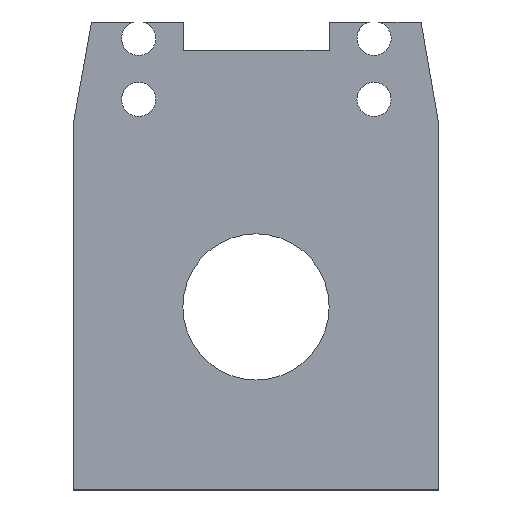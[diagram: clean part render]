
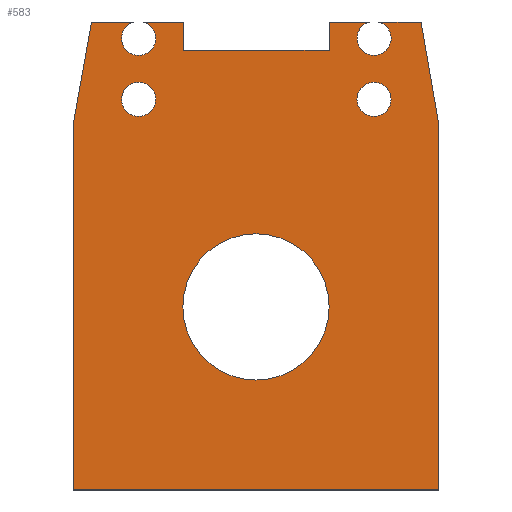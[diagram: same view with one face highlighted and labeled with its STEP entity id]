
A CAD part, top view. The second image highlights one B-rep face of the part: STEP entity #583.
In plain terms, the highlighted planar face has unit normal (0, 0, 1).
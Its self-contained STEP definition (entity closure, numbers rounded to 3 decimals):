
#34=PLANE('',#646);
#42=FACE_BOUND('',#109,.T.);
#43=FACE_BOUND('',#110,.T.);
#44=FACE_BOUND('',#111,.T.);
#73=FACE_OUTER_BOUND('',#108,.T.);
#108=EDGE_LOOP('',(#522,#523,#524,#525,#526,#527,#528,#529,#530,#531,#532,
#533,#534,#535));
#109=EDGE_LOOP('',(#536));
#110=EDGE_LOOP('',(#537));
#111=EDGE_LOOP('',(#538));
#127=LINE('',#908,#188);
#132=LINE('',#917,#193);
#135=LINE('',#923,#196);
#145=LINE('',#944,#206);
#151=LINE('',#956,#212);
#153=LINE('',#962,#214);
#158=LINE('',#971,#219);
#170=LINE('',#1010,#231);
#172=LINE('',#1014,#233);
#175=LINE('',#1020,#236);
#178=LINE('',#1024,#239);
#179=LINE('',#1026,#240);
#188=VECTOR('',#682,10.);
#193=VECTOR('',#689,10.);
#196=VECTOR('',#694,10.);
#206=VECTOR('',#710,10.);
#212=VECTOR('',#718,10.);
#214=VECTOR('',#722,10.);
#219=VECTOR('',#729,10.);
#231=VECTOR('',#775,10.);
#233=VECTOR('',#779,10.);
#236=VECTOR('',#784,10.);
#239=VECTOR('',#789,10.);
#240=VECTOR('',#792,10.);
#245=CIRCLE('',#613,6.);
#250=CIRCLE('',#633,1.4);
#251=CIRCLE('',#635,1.4);
#252=CIRCLE('',#637,1.4);
#254=CIRCLE('',#640,1.4);
#264=VERTEX_POINT('',#893);
#269=VERTEX_POINT('',#905);
#270=VERTEX_POINT('',#907);
#273=VERTEX_POINT('',#915);
#275=VERTEX_POINT('',#920);
#283=VERTEX_POINT('',#943);
#286=VERTEX_POINT('',#950);
#288=VERTEX_POINT('',#954);
#289=VERTEX_POINT('',#958);
#291=VERTEX_POINT('',#961);
#294=VERTEX_POINT('',#969);
#300=VERTEX_POINT('',#997);
#302=VERTEX_POINT('',#1003);
#303=VERTEX_POINT('',#1007);
#304=VERTEX_POINT('',#1009);
#305=VERTEX_POINT('',#1013);
#307=VERTEX_POINT('',#1019);
#321=EDGE_CURVE('',#264,#264,#245,.T.);
#327=EDGE_CURVE('',#270,#269,#127,.T.);
#332=EDGE_CURVE('',#269,#273,#132,.T.);
#335=EDGE_CURVE('',#275,#270,#135,.T.);
#345=EDGE_CURVE('',#283,#275,#145,.T.);
#351=EDGE_CURVE('',#286,#288,#151,.T.);
#353=EDGE_CURVE('',#291,#289,#153,.T.);
#358=EDGE_CURVE('',#273,#294,#158,.T.);
#370=EDGE_CURVE('',#294,#291,#250,.T.);
#371=EDGE_CURVE('',#288,#283,#251,.T.);
#373=EDGE_CURVE('',#300,#300,#252,.T.);
#376=EDGE_CURVE('',#302,#302,#254,.T.);
#378=EDGE_CURVE('',#304,#303,#170,.T.);
#380=EDGE_CURVE('',#305,#304,#172,.T.);
#383=EDGE_CURVE('',#307,#305,#175,.T.);
#386=EDGE_CURVE('',#289,#307,#178,.T.);
#387=EDGE_CURVE('',#303,#286,#179,.T.);
#522=ORIENTED_EDGE('',*,*,#332,.T.);
#523=ORIENTED_EDGE('',*,*,#358,.T.);
#524=ORIENTED_EDGE('',*,*,#370,.T.);
#525=ORIENTED_EDGE('',*,*,#353,.T.);
#526=ORIENTED_EDGE('',*,*,#386,.T.);
#527=ORIENTED_EDGE('',*,*,#383,.T.);
#528=ORIENTED_EDGE('',*,*,#380,.T.);
#529=ORIENTED_EDGE('',*,*,#378,.T.);
#530=ORIENTED_EDGE('',*,*,#387,.T.);
#531=ORIENTED_EDGE('',*,*,#351,.T.);
#532=ORIENTED_EDGE('',*,*,#371,.T.);
#533=ORIENTED_EDGE('',*,*,#345,.T.);
#534=ORIENTED_EDGE('',*,*,#335,.T.);
#535=ORIENTED_EDGE('',*,*,#327,.T.);
#536=ORIENTED_EDGE('',*,*,#321,.T.);
#537=ORIENTED_EDGE('',*,*,#373,.T.);
#538=ORIENTED_EDGE('',*,*,#376,.T.);
#583=ADVANCED_FACE('',(#73,#42,#43,#44),#34,.T.);
#613=AXIS2_PLACEMENT_3D('',#894,#670,#671);
#633=AXIS2_PLACEMENT_3D('',#993,#754,#755);
#635=AXIS2_PLACEMENT_3D('',#995,#758,#759);
#637=AXIS2_PLACEMENT_3D('',#999,#763,#764);
#640=AXIS2_PLACEMENT_3D('',#1005,#770,#771);
#646=AXIS2_PLACEMENT_3D('',#1027,#793,#794);
#670=DIRECTION('center_axis',(0.,0.,-1.));
#671=DIRECTION('ref_axis',(-1.,0.,0.));
#682=DIRECTION('',(-1.,0.,0.));
#689=DIRECTION('',(0.,1.,0.));
#694=DIRECTION('',(0.,-1.,0.));
#710=DIRECTION('',(-1.,0.,0.));
#718=DIRECTION('',(-1.,0.,0.));
#722=DIRECTION('',(-1.,0.,0.));
#729=DIRECTION('',(-1.,0.,0.));
#754=DIRECTION('center_axis',(0.,0.,-1.));
#755=DIRECTION('ref_axis',(-1.,0.,0.));
#758=DIRECTION('center_axis',(0.,0.,-1.));
#759=DIRECTION('ref_axis',(-1.,0.,0.));
#763=DIRECTION('center_axis',(0.,0.,-1.));
#764=DIRECTION('ref_axis',(-1.,0.,0.));
#770=DIRECTION('center_axis',(0.,0.,-1.));
#771=DIRECTION('ref_axis',(-1.,0.,0.));
#775=DIRECTION('',(0.,1.,0.));
#779=DIRECTION('',(1.,0.,0.));
#784=DIRECTION('',(0.,-1.,0.));
#789=DIRECTION('',(-0.177,-0.984,0.));
#792=DIRECTION('',(-0.171,0.985,0.));
#793=DIRECTION('center_axis',(0.,0.,1.));
#794=DIRECTION('ref_axis',(1.,0.,0.));
#893=CARTESIAN_POINT('',(22.474,-46.03,5.));
#894=CARTESIAN_POINT('Origin',(16.474,-46.03,5.));
#905=CARTESIAN_POINT('',(10.529,-24.967,5.));
#907=CARTESIAN_POINT('',(22.471,-24.967,5.));
#908=CARTESIAN_POINT('',(19.478,-24.967,5.));
#915=CARTESIAN_POINT('',(10.529,-22.656,5.));
#917=CARTESIAN_POINT('',(10.529,-25.758,5.));
#920=CARTESIAN_POINT('',(22.471,-22.656,5.));
#923=CARTESIAN_POINT('',(22.471,-23.446,5.));
#943=CARTESIAN_POINT('',(25.755,-22.656,5.));
#944=CARTESIAN_POINT('',(16.158,-22.656,5.));
#950=CARTESIAN_POINT('',(30.017,-22.656,5.));
#954=CARTESIAN_POINT('',(26.559,-22.656,5.));
#956=CARTESIAN_POINT('',(16.158,-22.656,5.));
#958=CARTESIAN_POINT('',(2.977,-22.656,5.));
#961=CARTESIAN_POINT('',(6.441,-22.656,5.));
#962=CARTESIAN_POINT('',(16.158,-22.656,5.));
#969=CARTESIAN_POINT('',(7.245,-22.656,5.));
#971=CARTESIAN_POINT('',(16.158,-22.656,5.));
#993=CARTESIAN_POINT('Origin',(6.843,-23.997,5.));
#995=CARTESIAN_POINT('Origin',(26.157,-23.997,5.));
#997=CARTESIAN_POINT('',(27.557,-28.997,5.));
#999=CARTESIAN_POINT('Origin',(26.157,-28.997,5.));
#1003=CARTESIAN_POINT('',(8.243,-28.997,5.));
#1005=CARTESIAN_POINT('Origin',(6.843,-28.997,5.));
#1007=CARTESIAN_POINT('',(31.474,-31.03,5.));
#1009=CARTESIAN_POINT('',(31.474,-61.03,5.));
#1010=CARTESIAN_POINT('',(31.474,-61.03,5.));
#1013=CARTESIAN_POINT('',(1.474,-61.03,5.));
#1014=CARTESIAN_POINT('',(1.474,-61.03,5.));
#1019=CARTESIAN_POINT('',(1.474,-31.03,5.));
#1020=CARTESIAN_POINT('',(1.474,-31.03,5.));
#1024=CARTESIAN_POINT('',(3.157,-21.656,5.));
#1026=CARTESIAN_POINT('',(31.474,-31.03,5.));
#1027=CARTESIAN_POINT('Origin',(16.485,-26.548,5.));
